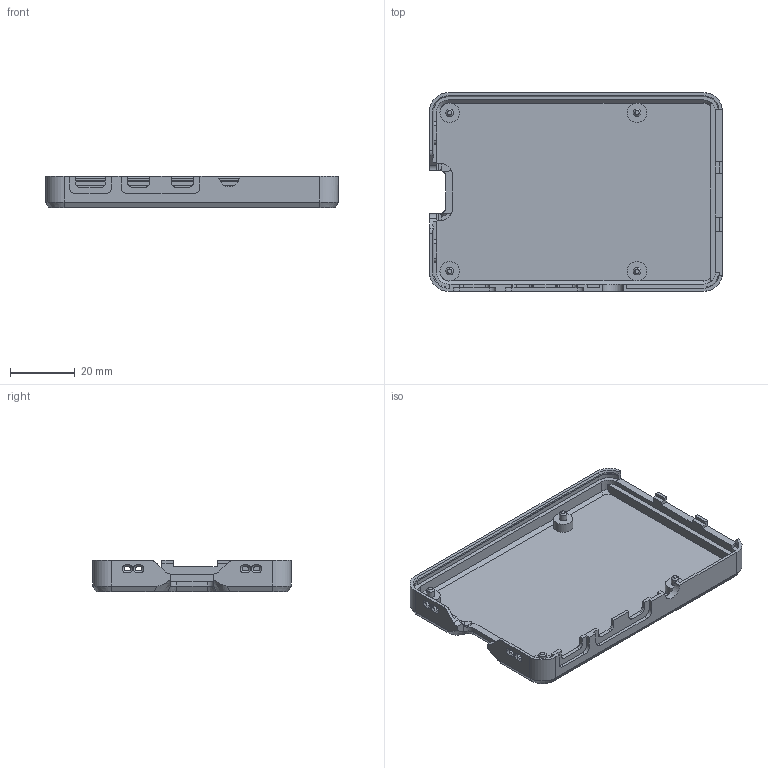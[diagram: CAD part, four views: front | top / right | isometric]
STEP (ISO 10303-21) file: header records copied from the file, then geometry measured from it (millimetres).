
FILE_DESCRIPTION(/* description */ (''),/* implementation_level */ '2;1');
FILE_NAME(/* name */ 'Bottom_Base_SM.step',/* time_stamp */ '2021-01-09T09:30:08+01:00',/* author */ (''),/* organization */ (''),/* preprocessor_version */ 'ST-DEVELOPER v18.1',/* originating_system */ 'Autodesk Translation Framework v9.7.1.1290',/* authorisation */ '');
FILE_SCHEMA (('AUTOMOTIVE_DESIGN { 1 0 10303 214 3 1 1 }'));
Length unit declared in the file: millimetre
Products named in the file (1): Bottom_Base_SM
Bounding box: 90.6 x 61.4 x 9.7 mm (x, y, z)
Volume: 15906.7 mm3; surface area: 15421.8 mm2
Topology: 1 solids, 1 shells, 280 faces, 746 edges, 472 vertices
Faces by surface type: plane 165, cylinder 75, cone 38, bspline 2
Full cylindrical faces by diameter (mm): 2.35 x4, 6 x4
Entity records: 8762 total; most frequent: CARTESIAN_POINT 1620, DIRECTION 1497, ORIENTED_EDGE 1492, EDGE_CURVE 746, LINE 517, VECTOR 517, AXIS2_PLACEMENT_3D 490, VERTEX_POINT 472
